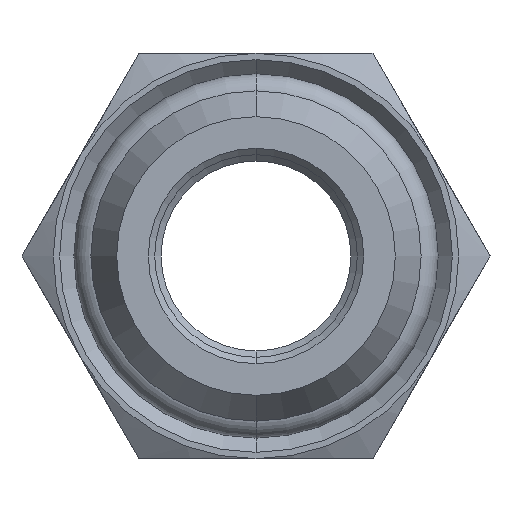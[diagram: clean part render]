
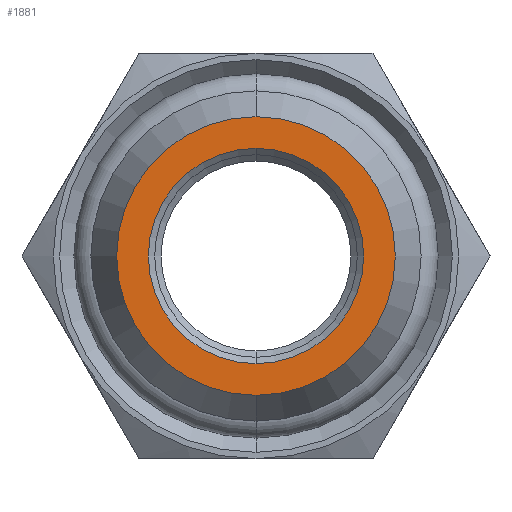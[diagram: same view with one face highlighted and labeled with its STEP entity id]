
A CAD part, front view. The second image highlights one B-rep face of the part: STEP entity #1881.
In plain terms, the highlighted planar face has unit normal (0, -1, 0).
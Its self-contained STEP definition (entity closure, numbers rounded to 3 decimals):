
#14=FACE_BOUND('',#1460,.F.);
#38=PLANE('',#4291);
#1377=FACE_OUTER_BOUND('',#1461,.F.);
#1460=EDGE_LOOP('',(#1634,#1635));
#1461=EDGE_LOOP('',(#1636,#1637));
#1634=ORIENTED_EDGE('',*,*,#2441,.T.);
#1635=ORIENTED_EDGE('',*,*,#2440,.T.);
#1636=ORIENTED_EDGE('',*,*,#2439,.F.);
#1637=ORIENTED_EDGE('',*,*,#2438,.F.);
#1881=ADVANCED_FACE('',(#14,#1377),#38,.T.);
#2012=CIRCLE('',#4287,5.5);
#2013=CIRCLE('',#4288,5.5);
#2014=CIRCLE('',#4289,4.25);
#2015=CIRCLE('',#4290,4.25);
#2438=EDGE_CURVE('',#2777,#2776,#2012,.T.);
#2439=EDGE_CURVE('',#2776,#2777,#2013,.T.);
#2440=EDGE_CURVE('',#2775,#2774,#2014,.T.);
#2441=EDGE_CURVE('',#2774,#2775,#2015,.T.);
#2774=VERTEX_POINT('',#6191);
#2775=VERTEX_POINT('',#6192);
#2776=VERTEX_POINT('',#6193);
#2777=VERTEX_POINT('',#6194);
#4287=AXIS2_PLACEMENT_3D('',#6195,#4959,#4960);
#4288=AXIS2_PLACEMENT_3D('',#6196,#4961,#4962);
#4289=AXIS2_PLACEMENT_3D('',#6197,#4963,#4964);
#4290=AXIS2_PLACEMENT_3D('',#6198,#4965,#4966);
#4291=AXIS2_PLACEMENT_3D('',#6199,#4967,#4968);
#4959=DIRECTION('',(0.,-1.,0.));
#4960=DIRECTION('',(0.,0.,1.));
#4961=DIRECTION('',(0.,-1.,0.));
#4962=DIRECTION('',(0.,0.,-1.));
#4963=DIRECTION('',(0.,-1.,0.));
#4964=DIRECTION('',(0.,0.,1.));
#4965=DIRECTION('',(0.,-1.,0.));
#4966=DIRECTION('',(0.,0.,-1.));
#4967=DIRECTION('',(0.,-1.,0.));
#4968=DIRECTION('',(0.,0.,-1.));
#6191=CARTESIAN_POINT('',(0.,-10.6,-4.25));
#6192=CARTESIAN_POINT('',(0.,-10.6,4.25));
#6193=CARTESIAN_POINT('',(0.,-10.6,-5.5));
#6194=CARTESIAN_POINT('',(0.,-10.6,5.5));
#6195=CARTESIAN_POINT('',(0.,-10.6,0.));
#6196=CARTESIAN_POINT('',(0.,-10.6,0.));
#6197=CARTESIAN_POINT('',(0.,-10.6,0.));
#6198=CARTESIAN_POINT('',(0.,-10.6,0.));
#6199=CARTESIAN_POINT('',(-6.01,-10.6,6.05));
